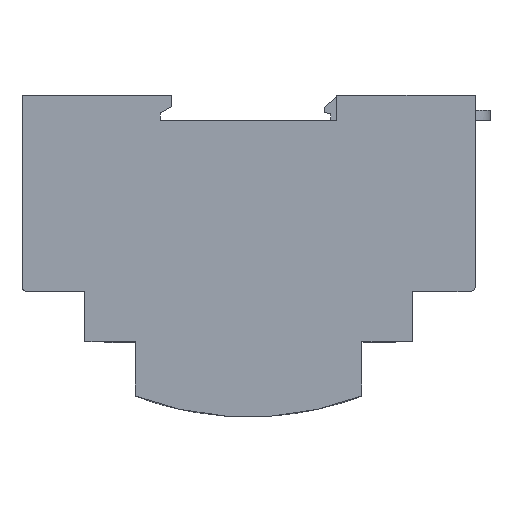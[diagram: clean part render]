
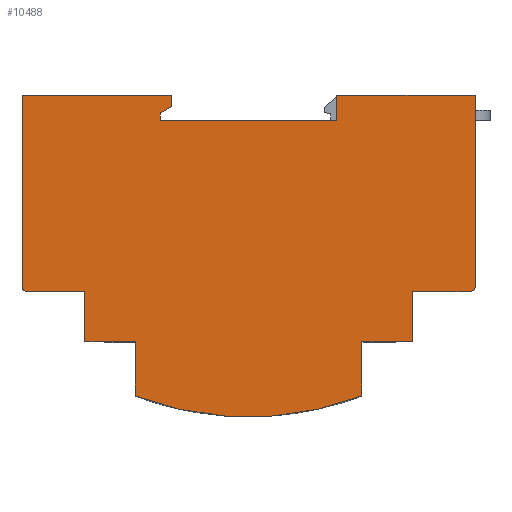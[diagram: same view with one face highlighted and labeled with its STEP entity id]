
A CAD part, left-side view. The second image highlights one B-rep face of the part: STEP entity #10488.
In plain terms, the highlighted planar face has unit normal (-1, 0, 0).
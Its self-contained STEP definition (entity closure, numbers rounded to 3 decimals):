
#1586=DIRECTION('',(0.,-1.,0.));
#1587=VECTOR('',#1586,11.5);
#1588=CARTESIAN_POINT('',(-35.,-32.5,-10.2));
#1589=LINE('',#1588,#1587);
#1661=CARTESIAN_POINT('',(-35.,-44.,-9.2));
#1662=DIRECTION('',(1.,0.,0.));
#1663=DIRECTION('',(0.,-1.,0.));
#1664=AXIS2_PLACEMENT_3D('',#1661,#1662,#1663);
#1666=CARTESIAN_POINT('',(-35.,0.,28.));
#1667=DIRECTION('',(1.,0.,0.));
#1668=DIRECTION('',(0.,-0.357,-0.934));
#1669=AXIS2_PLACEMENT_3D('',#1666,#1667,#1668);
#1671=CARTESIAN_POINT('',(-35.,44.,-9.2));
#1672=DIRECTION('',(1.,0.,0.));
#1673=DIRECTION('',(0.,0.,-1.));
#1674=AXIS2_PLACEMENT_3D('',#1671,#1672,#1673);
#1676=DIRECTION('',(0.,-1.,0.));
#1677=VECTOR('',#1676,29.717);
#1678=CARTESIAN_POINT('',(-35.,45.,28.8));
#1679=LINE('',#1678,#1677);
#1680=DIRECTION('',(0.,0.879,-0.477));
#1681=VECTOR('',#1680,2.522);
#1682=CARTESIAN_POINT('',(-35.,15.283,26.49));
#1683=LINE('',#1682,#1681);
#1684=DIRECTION('',(0.,0.,1.));
#1685=VECTOR('',#1684,10.);
#1686=CARTESIAN_POINT('',(-35.,-32.5,-20.2));
#1687=LINE('',#1686,#1685);
#1836=DIRECTION('',(0.,0.,1.));
#1837=VECTOR('',#1836,38.);
#1838=CARTESIAN_POINT('',(-35.,-45.,-9.2));
#1839=LINE('',#1838,#1837);
#2004=DIRECTION('',(0.,1.,0.));
#2005=VECTOR('',#2004,27.5);
#2006=CARTESIAN_POINT('',(-35.,-45.,28.8));
#2007=LINE('',#2006,#2005);
#2020=DIRECTION('',(0.,0.,-1.));
#2021=VECTOR('',#2020,5.);
#2022=CARTESIAN_POINT('',(-35.,-17.5,28.8));
#2023=LINE('',#2022,#2021);
#2056=DIRECTION('',(0.,1.,0.));
#2057=VECTOR('',#2056,35.);
#2058=CARTESIAN_POINT('',(-35.,-17.5,23.8));
#2059=LINE('',#2058,#2057);
#2156=DIRECTION('',(0.,0.,1.));
#2157=VECTOR('',#2156,1.488);
#2158=CARTESIAN_POINT('',(-35.,17.5,23.8));
#2159=LINE('',#2158,#2157);
#2176=DIRECTION('',(0.,0.,1.));
#2177=VECTOR('',#2176,2.31);
#2178=CARTESIAN_POINT('',(-35.,15.283,26.49));
#2179=LINE('',#2178,#2177);
#2204=DIRECTION('',(0.,0.,-1.));
#2205=VECTOR('',#2204,38.);
#2206=CARTESIAN_POINT('',(-35.,45.,28.8));
#2207=LINE('',#2206,#2205);
#2415=DIRECTION('',(0.,-1.,0.));
#2416=VECTOR('',#2415,11.5);
#2417=CARTESIAN_POINT('',(-35.,44.,-10.2));
#2418=LINE('',#2417,#2416);
#2428=DIRECTION('',(0.,0.,-1.));
#2429=VECTOR('',#2428,10.);
#2430=CARTESIAN_POINT('',(-35.,32.5,-10.2));
#2431=LINE('',#2430,#2429);
#2456=DIRECTION('',(0.,-1.,0.));
#2457=VECTOR('',#2456,10.);
#2458=CARTESIAN_POINT('',(-35.,32.5,-20.2));
#2459=LINE('',#2458,#2457);
#2660=DIRECTION('',(0.,0.,-1.));
#2661=VECTOR('',#2660,10.752);
#2662=CARTESIAN_POINT('',(-35.,22.5,-20.2));
#2663=LINE('',#2662,#2661);
#3064=DIRECTION('',(0.,0.,1.));
#3065=VECTOR('',#3064,10.752);
#3066=CARTESIAN_POINT('',(-35.,-22.5,-30.952));
#3067=LINE('',#3066,#3065);
#3279=DIRECTION('',(0.,-1.,0.));
#3280=VECTOR('',#3279,10.);
#3281=CARTESIAN_POINT('',(-35.,-22.5,-20.2));
#3282=LINE('',#3281,#3280);
#8291=CARTESIAN_POINT('',(-35.,-32.5,-10.2));
#8292=VERTEX_POINT('',#8291);
#8293=CARTESIAN_POINT('',(-35.,-44.,-10.2));
#8294=VERTEX_POINT('',#8293);
#8331=CARTESIAN_POINT('',(-35.,-45.,-9.2));
#8332=VERTEX_POINT('',#8331);
#8333=CARTESIAN_POINT('',(-35.,-32.5,-20.2));
#8334=VERTEX_POINT('',#8333);
#8335=CARTESIAN_POINT('',(-35.,-22.5,-20.2));
#8336=VERTEX_POINT('',#8335);
#8337=CARTESIAN_POINT('',(-35.,-22.5,-30.952));
#8338=VERTEX_POINT('',#8337);
#8339=CARTESIAN_POINT('',(-35.,22.5,-30.952));
#8340=VERTEX_POINT('',#8339);
#8341=CARTESIAN_POINT('',(-35.,22.5,-20.2));
#8342=VERTEX_POINT('',#8341);
#8343=CARTESIAN_POINT('',(-35.,32.5,-20.2));
#8344=VERTEX_POINT('',#8343);
#8345=CARTESIAN_POINT('',(-35.,32.5,-10.2));
#8346=VERTEX_POINT('',#8345);
#8347=CARTESIAN_POINT('',(-35.,44.,-10.2));
#8348=VERTEX_POINT('',#8347);
#8349=CARTESIAN_POINT('',(-35.,45.,-9.2));
#8350=VERTEX_POINT('',#8349);
#8351=CARTESIAN_POINT('',(-35.,45.,28.8));
#8352=VERTEX_POINT('',#8351);
#8353=CARTESIAN_POINT('',(-35.,15.283,28.8));
#8354=VERTEX_POINT('',#8353);
#8355=CARTESIAN_POINT('',(-35.,15.283,26.49));
#8356=VERTEX_POINT('',#8355);
#8357=CARTESIAN_POINT('',(-35.,17.5,25.288));
#8358=VERTEX_POINT('',#8357);
#8359=CARTESIAN_POINT('',(-35.,17.5,23.8));
#8360=VERTEX_POINT('',#8359);
#8361=CARTESIAN_POINT('',(-35.,-17.5,23.8));
#8362=VERTEX_POINT('',#8361);
#8363=CARTESIAN_POINT('',(-35.,-17.5,28.8));
#8364=VERTEX_POINT('',#8363);
#8365=CARTESIAN_POINT('',(-35.,-45.,28.8));
#8366=VERTEX_POINT('',#8365);
#10443=CARTESIAN_POINT('',(-35.,0.,0.));
#10444=DIRECTION('',(1.,0.,0.));
#10445=DIRECTION('',(0.,-1.,0.));
#10446=AXIS2_PLACEMENT_3D('',#10443,#10444,#10445);
#10447=PLANE('',#10446);
#10448=ORIENTED_EDGE('',*,*,#10434,.T.);
#10449=ORIENTED_EDGE('',*,*,#10345,.F.);
#10451=ORIENTED_EDGE('',*,*,#10450,.F.);
#10453=ORIENTED_EDGE('',*,*,#10452,.F.);
#10455=ORIENTED_EDGE('',*,*,#10454,.F.);
#10457=ORIENTED_EDGE('',*,*,#10456,.T.);
#10459=ORIENTED_EDGE('',*,*,#10458,.F.);
#10461=ORIENTED_EDGE('',*,*,#10460,.F.);
#10463=ORIENTED_EDGE('',*,*,#10462,.F.);
#10465=ORIENTED_EDGE('',*,*,#10464,.F.);
#10467=ORIENTED_EDGE('',*,*,#10466,.T.);
#10469=ORIENTED_EDGE('',*,*,#10468,.F.);
#10471=ORIENTED_EDGE('',*,*,#10470,.T.);
#10473=ORIENTED_EDGE('',*,*,#10472,.F.);
#10475=ORIENTED_EDGE('',*,*,#10474,.T.);
#10477=ORIENTED_EDGE('',*,*,#10476,.F.);
#10479=ORIENTED_EDGE('',*,*,#10478,.F.);
#10481=ORIENTED_EDGE('',*,*,#10480,.F.);
#10483=ORIENTED_EDGE('',*,*,#10482,.F.);
#10485=ORIENTED_EDGE('',*,*,#10484,.F.);
#10486=EDGE_LOOP('',(#10448,#10449,#10451,#10453,#10455,#10457,#10459,#10461,
#10463,#10465,#10467,#10469,#10471,#10473,#10475,#10477,#10479,#10481,#10483,
#10485));
#10487=FACE_OUTER_BOUND('',#10486,.F.);
#1665=CIRCLE('',#1664,1.);
#1670=CIRCLE('',#1669,63.1);
#1675=CIRCLE('',#1674,1.);
#10345=EDGE_CURVE('',#8292,#8294,#1589,.T.);
#10434=EDGE_CURVE('',#8332,#8294,#1665,.T.);
#10450=EDGE_CURVE('',#8334,#8292,#1687,.T.);
#10452=EDGE_CURVE('',#8336,#8334,#3282,.T.);
#10454=EDGE_CURVE('',#8338,#8336,#3067,.T.);
#10456=EDGE_CURVE('',#8338,#8340,#1670,.T.);
#10458=EDGE_CURVE('',#8342,#8340,#2663,.T.);
#10460=EDGE_CURVE('',#8344,#8342,#2459,.T.);
#10462=EDGE_CURVE('',#8346,#8344,#2431,.T.);
#10464=EDGE_CURVE('',#8348,#8346,#2418,.T.);
#10466=EDGE_CURVE('',#8348,#8350,#1675,.T.);
#10468=EDGE_CURVE('',#8352,#8350,#2207,.T.);
#10470=EDGE_CURVE('',#8352,#8354,#1679,.T.);
#10472=EDGE_CURVE('',#8356,#8354,#2179,.T.);
#10474=EDGE_CURVE('',#8356,#8358,#1683,.T.);
#10476=EDGE_CURVE('',#8360,#8358,#2159,.T.);
#10478=EDGE_CURVE('',#8362,#8360,#2059,.T.);
#10480=EDGE_CURVE('',#8364,#8362,#2023,.T.);
#10482=EDGE_CURVE('',#8366,#8364,#2007,.T.);
#10484=EDGE_CURVE('',#8332,#8366,#1839,.T.);
#10488=ADVANCED_FACE('',(#10487),#10447,.F.);
